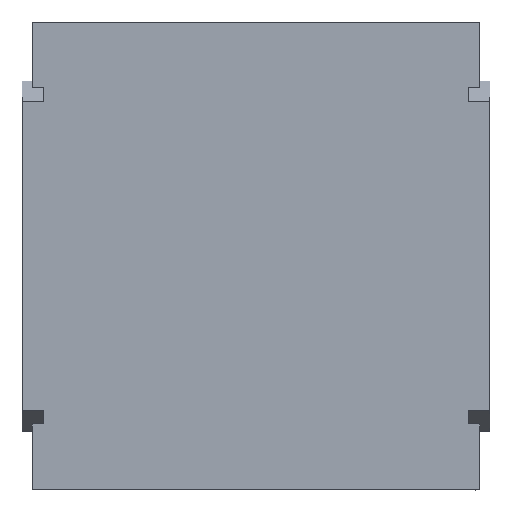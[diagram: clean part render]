
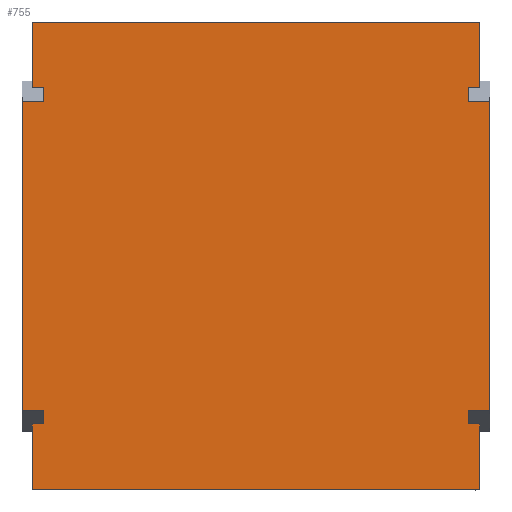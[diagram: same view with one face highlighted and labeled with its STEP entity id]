
A CAD part, top view. The second image highlights one B-rep face of the part: STEP entity #755.
In plain terms, the highlighted planar face has unit normal (0, 0, 1).
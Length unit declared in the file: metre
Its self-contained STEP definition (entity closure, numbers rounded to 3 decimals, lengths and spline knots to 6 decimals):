
#104=ORIENTED_EDGE('',*,*,#295,.T.);
#105=ORIENTED_EDGE('',*,*,#294,.F.);
#106=ORIENTED_EDGE('',*,*,#270,.F.);
#107=ORIENTED_EDGE('',*,*,#230,.T.);
#108=ORIENTED_EDGE('',*,*,#263,.T.);
#109=ORIENTED_EDGE('',*,*,#241,.F.);
#110=ORIENTED_EDGE('',*,*,#280,.F.);
#111=ORIENTED_EDGE('',*,*,#296,.T.);
#112=ORIENTED_EDGE('',*,*,#297,.T.);
#113=ORIENTED_EDGE('',*,*,#298,.F.);
#114=ORIENTED_EDGE('',*,*,#299,.T.);
#115=ORIENTED_EDGE('',*,*,#300,.T.);
#116=ORIENTED_EDGE('',*,*,#282,.F.);
#117=ORIENTED_EDGE('',*,*,#258,.F.);
#118=ORIENTED_EDGE('',*,*,#260,.T.);
#119=ORIENTED_EDGE('',*,*,#244,.T.);
#120=ORIENTED_EDGE('',*,*,#268,.F.);
#121=ORIENTED_EDGE('',*,*,#301,.F.);
#122=ORIENTED_EDGE('',*,*,#302,.T.);
#123=ORIENTED_EDGE('',*,*,#303,.T.);
#230=EDGE_CURVE('',#339,#338,#410,.T.);
#241=EDGE_CURVE('',#348,#349,#421,.T.);
#244=EDGE_CURVE('',#350,#351,#424,.T.);
#258=EDGE_CURVE('',#362,#363,#438,.T.);
#260=EDGE_CURVE('',#362,#350,#440,.T.);
#263=EDGE_CURVE('',#338,#349,#443,.T.);
#268=EDGE_CURVE('',#368,#351,#448,.T.);
#270=EDGE_CURVE('',#339,#369,#450,.T.);
#280=EDGE_CURVE('',#378,#348,#460,.T.);
#282=EDGE_CURVE('',#363,#379,#462,.T.);
#294=EDGE_CURVE('',#369,#387,#474,.T.);
#295=EDGE_CURVE('',#388,#387,#475,.T.);
#296=EDGE_CURVE('',#378,#389,#476,.T.);
#297=EDGE_CURVE('',#389,#390,#477,.T.);
#298=EDGE_CURVE('',#391,#390,#478,.T.);
#299=EDGE_CURVE('',#391,#392,#479,.T.);
#300=EDGE_CURVE('',#392,#379,#480,.T.);
#301=EDGE_CURVE('',#393,#368,#481,.T.);
#302=EDGE_CURVE('',#393,#394,#482,.T.);
#303=EDGE_CURVE('',#394,#388,#483,.T.);
#338=VERTEX_POINT('',#1019);
#339=VERTEX_POINT('',#1021);
#348=VERTEX_POINT('',#1044);
#349=VERTEX_POINT('',#1045);
#350=VERTEX_POINT('',#1050);
#351=VERTEX_POINT('',#1051);
#362=VERTEX_POINT('',#1078);
#363=VERTEX_POINT('',#1080);
#368=VERTEX_POINT('',#1097);
#369=VERTEX_POINT('',#1102);
#378=VERTEX_POINT('',#1121);
#379=VERTEX_POINT('',#1126);
#387=VERTEX_POINT('',#1148);
#388=VERTEX_POINT('',#1152);
#389=VERTEX_POINT('',#1154);
#390=VERTEX_POINT('',#1156);
#391=VERTEX_POINT('',#1158);
#392=VERTEX_POINT('',#1160);
#393=VERTEX_POINT('',#1163);
#394=VERTEX_POINT('',#1165);
#410=LINE('',#1020,#518);
#421=LINE('',#1043,#529);
#424=LINE('',#1049,#532);
#438=LINE('',#1079,#546);
#440=LINE('',#1083,#548);
#443=LINE('',#1087,#551);
#448=LINE('',#1098,#556);
#450=LINE('',#1101,#558);
#460=LINE('',#1122,#568);
#462=LINE('',#1125,#570);
#474=LINE('',#1149,#582);
#475=LINE('',#1151,#583);
#476=LINE('',#1153,#584);
#477=LINE('',#1155,#585);
#478=LINE('',#1157,#586);
#479=LINE('',#1159,#587);
#480=LINE('',#1161,#588);
#481=LINE('',#1162,#589);
#482=LINE('',#1164,#590);
#483=LINE('',#1166,#591);
#518=VECTOR('',#833,1.);
#529=VECTOR('',#850,1.);
#532=VECTOR('',#855,1.);
#546=VECTOR('',#875,1.);
#548=VECTOR('',#879,1.);
#551=VECTOR('',#884,1.);
#556=VECTOR('',#891,1.);
#558=VECTOR('',#895,1.);
#568=VECTOR('',#907,1.);
#570=VECTOR('',#911,1.);
#582=VECTOR('',#929,1.);
#583=VECTOR('',#932,1.);
#584=VECTOR('',#933,1.);
#585=VECTOR('',#934,1.);
#586=VECTOR('',#935,1.);
#587=VECTOR('',#936,1.);
#588=VECTOR('',#937,1.);
#589=VECTOR('',#938,1.);
#590=VECTOR('',#939,1.);
#591=VECTOR('',#940,1.);
#641=EDGE_LOOP('',(#104,#105,#106,#107,#108,#109,#110,#111,#112,#113,#114,
#115,#116,#117,#118,#119,#120,#121,#122,#123));
#679=FACE_BOUND('',#641,.T.);
#717=PLANE('',#806);
#755=ADVANCED_FACE('',(#679),#717,.F.);
#806=AXIS2_PLACEMENT_3D('',#1150,#930,#931);
#833=DIRECTION('',(-1.,0.,0.));
#850=DIRECTION('',(-1.,0.,0.));
#855=DIRECTION('',(-1.,0.,0.));
#875=DIRECTION('',(-1.,0.,0.));
#879=DIRECTION('',(0.,1.,0.));
#884=DIRECTION('',(0.,-1.,0.));
#891=DIRECTION('',(0.,-1.,0.));
#895=DIRECTION('',(0.,1.,0.));
#907=DIRECTION('',(0.,1.,0.));
#911=DIRECTION('',(0.,-1.,0.));
#929=DIRECTION('',(-1.,0.,0.));
#930=DIRECTION('',(0.,0.,-1.));
#931=DIRECTION('',(0.,1.,0.));
#932=DIRECTION('',(0.,-1.,0.));
#933=DIRECTION('',(-1.,0.,0.));
#934=DIRECTION('',(0.,-1.,0.));
#935=DIRECTION('',(-1.,0.,0.));
#936=DIRECTION('',(0.,1.,0.));
#937=DIRECTION('',(-1.,0.,0.));
#938=DIRECTION('',(-1.,0.,0.));
#939=DIRECTION('',(0.,1.,0.));
#940=DIRECTION('',(-1.,0.,0.));
#1019=CARTESIAN_POINT('',(-0.00695,0.004591,0.0015));
#1020=CARTESIAN_POINT('',(0.0075,0.004591,0.0015));
#1021=CARTESIAN_POINT('',(-0.0063,0.004591,0.0015));
#1043=CARTESIAN_POINT('',(0.0075,-0.004591,0.0015));
#1044=CARTESIAN_POINT('',(-0.0063,-0.004591,0.0015));
#1045=CARTESIAN_POINT('',(-0.00695,-0.004591,0.0015));
#1049=CARTESIAN_POINT('',(0.0075,0.004591,0.0015));
#1050=CARTESIAN_POINT('',(0.00695,0.004591,0.0015));
#1051=CARTESIAN_POINT('',(0.0063,0.004591,0.0015));
#1078=CARTESIAN_POINT('',(0.00695,-0.004591,0.0015));
#1079=CARTESIAN_POINT('',(0.0075,-0.004591,0.0015));
#1080=CARTESIAN_POINT('',(0.0063,-0.004591,0.0015));
#1083=CARTESIAN_POINT('',(0.00695,-0.0075,0.0015));
#1087=CARTESIAN_POINT('',(-0.00695,-0.0075,0.0015));
#1097=CARTESIAN_POINT('',(0.0063,0.004991,0.0015));
#1098=CARTESIAN_POINT('',(0.0063,0.004991,0.0015));
#1101=CARTESIAN_POINT('',(-0.0063,0.004991,0.0015));
#1102=CARTESIAN_POINT('',(-0.0063,0.004991,0.0015));
#1121=CARTESIAN_POINT('',(-0.0063,-0.004991,0.0015));
#1122=CARTESIAN_POINT('',(-0.0063,0.004991,0.0015));
#1125=CARTESIAN_POINT('',(0.0063,0.004991,0.0015));
#1126=CARTESIAN_POINT('',(0.0063,-0.004991,0.0015));
#1148=CARTESIAN_POINT('',(-0.00665,0.004991,0.0015));
#1149=CARTESIAN_POINT('',(0.0075,0.004991,0.0015));
#1150=CARTESIAN_POINT('',(0.0075,0.004991,0.0015));
#1151=CARTESIAN_POINT('',(-0.00665,0.004991,0.0015));
#1152=CARTESIAN_POINT('',(-0.00665,0.00695,0.0015));
#1153=CARTESIAN_POINT('',(0.0075,-0.004991,0.0015));
#1154=CARTESIAN_POINT('',(-0.00665,-0.004991,0.0015));
#1155=CARTESIAN_POINT('',(-0.00665,0.004991,0.0015));
#1156=CARTESIAN_POINT('',(-0.00665,-0.00695,0.0015));
#1157=CARTESIAN_POINT('',(0.0075,-0.00695,0.0015));
#1158=CARTESIAN_POINT('',(0.00665,-0.00695,0.0015));
#1159=CARTESIAN_POINT('',(0.00665,0.004991,0.0015));
#1160=CARTESIAN_POINT('',(0.00665,-0.004991,0.0015));
#1161=CARTESIAN_POINT('',(0.0075,-0.004991,0.0015));
#1162=CARTESIAN_POINT('',(0.0075,0.004991,0.0015));
#1163=CARTESIAN_POINT('',(0.00665,0.004991,0.0015));
#1164=CARTESIAN_POINT('',(0.00665,0.004991,0.0015));
#1165=CARTESIAN_POINT('',(0.00665,0.00695,0.0015));
#1166=CARTESIAN_POINT('',(0.0075,0.00695,0.0015));
